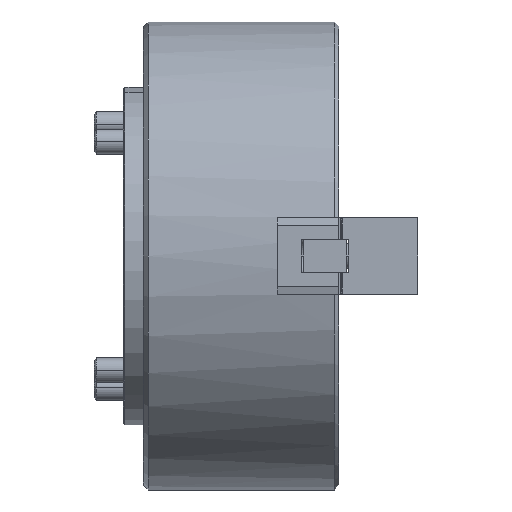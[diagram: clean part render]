
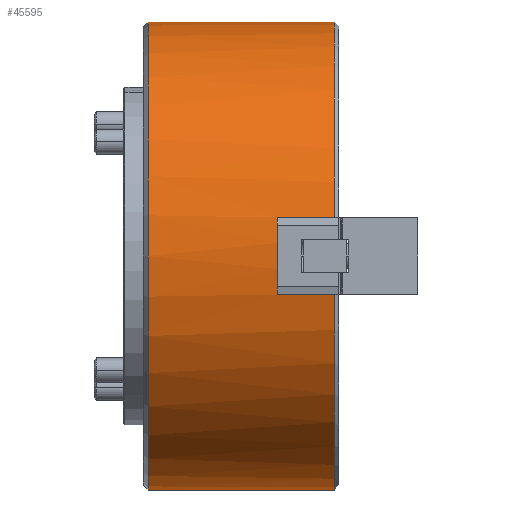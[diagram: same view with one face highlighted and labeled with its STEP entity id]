
A CAD part, front view. The second image highlights one B-rep face of the part: STEP entity #45595.
In plain terms, the highlighted cylindrical face has radius 152 mm (diameter 304 mm), a partial arc.
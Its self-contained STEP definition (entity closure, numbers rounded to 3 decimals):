
#629 = ORIENTED_EDGE ( 'NONE', *, *, #29674, .T. ) ;
#706 = VERTEX_POINT ( 'NONE', #6650 ) ;
#2353 = AXIS2_PLACEMENT_3D ( 'NONE', #48138, #22129, #33184 ) ;
#2381 = CARTESIAN_POINT ( 'NONE',  ( -40., 0., 0. ) ) ;
#2396 = CARTESIAN_POINT ( 'NONE',  ( -124., 0., -152. ) ) ;
#2744 = EDGE_CURVE ( 'NONE', #43377, #706, #27599, .T. ) ;
#3022 = CARTESIAN_POINT ( 'NONE',  ( -124., 0., 152. ) ) ;
#4984 = ORIENTED_EDGE ( 'NONE', *, *, #37356, .T. ) ;
#5569 = DIRECTION ( 'NONE',  ( 1., 0., 0. ) ) ;
#6116 = DIRECTION ( 'NONE',  ( 0., 0., -1. ) ) ;
#6136 = DIRECTION ( 'NONE',  ( 1., 0., 0. ) ) ;
#6425 = CARTESIAN_POINT ( 'NONE',  ( -3., 0., 0. ) ) ;
#6650 = CARTESIAN_POINT ( 'NONE',  ( -3., -149.93, -25. ) ) ;
#9703 = CARTESIAN_POINT ( 'NONE',  ( 0., -149.93, -25. ) ) ;
#10154 = DIRECTION ( 'NONE',  ( 0., 0., -1. ) ) ;
#12366 = ORIENTED_EDGE ( 'NONE', *, *, #29240, .T. ) ;
#13726 = VECTOR ( 'NONE', #31406, 1000. ) ;
#15288 = ORIENTED_EDGE ( 'NONE', *, *, #47144, .T. ) ;
#15786 = CIRCLE ( 'NONE', #45862, 152. ) ;
#15874 = DIRECTION ( 'NONE',  ( 1., 0., 0. ) ) ;
#15978 = VERTEX_POINT ( 'NONE', #2396 ) ;
#15997 = CARTESIAN_POINT ( 'NONE',  ( -3., 0., -152. ) ) ;
#16014 = EDGE_CURVE ( 'NONE', #34832, #26735, #17009, .T. ) ;
#16243 = CARTESIAN_POINT ( 'NONE',  ( -3., 0., 152. ) ) ;
#17009 = LINE ( 'NONE', #24751, #35616 ) ;
#17381 = AXIS2_PLACEMENT_3D ( 'NONE', #27800, #5569, #31547 ) ;
#17557 = CARTESIAN_POINT ( 'NONE',  ( -40., -149.93, -25. ) ) ;
#19187 = CARTESIAN_POINT ( 'NONE',  ( -40., -149.93, 25. ) ) ;
#21521 = VECTOR ( 'NONE', #15874, 1000. ) ;
#22129 = DIRECTION ( 'NONE',  ( 1., 0., 0. ) ) ;
#22691 = LINE ( 'NONE', #38087, #21521 ) ;
#23444 = CYLINDRICAL_SURFACE ( 'NONE', #2353, 152. ) ;
#23533 = LINE ( 'NONE', #27501, #13726 ) ;
#24638 = DIRECTION ( 'NONE',  ( 0., 0., -1. ) ) ;
#24751 = CARTESIAN_POINT ( 'NONE',  ( 0., -149.93, 25. ) ) ;
#24788 = DIRECTION ( 'NONE',  ( -1., 0., 0. ) ) ;
#24850 = CARTESIAN_POINT ( 'NONE',  ( -3., 0., 0. ) ) ;
#25276 = EDGE_CURVE ( 'NONE', #30682, #34832, #15786, .T. ) ;
#26735 = VERTEX_POINT ( 'NONE', #42638 ) ;
#27501 = CARTESIAN_POINT ( 'NONE',  ( 0., 0., 152. ) ) ;
#27599 = CIRCLE ( 'NONE', #35281, 152. ) ;
#27768 = ORIENTED_EDGE ( 'NONE', *, *, #2744, .T. ) ;
#27800 = CARTESIAN_POINT ( 'NONE',  ( -124., 0., 0. ) ) ;
#28337 = DIRECTION ( 'NONE',  ( -1., 0., 0. ) ) ;
#28912 = LINE ( 'NONE', #9703, #38769 ) ;
#29240 = EDGE_CURVE ( 'NONE', #706, #30682, #28912, .T. ) ;
#29674 = EDGE_CURVE ( 'NONE', #45522, #15978, #30021, .T. ) ;
#30021 = CIRCLE ( 'NONE', #17381, 152. ) ;
#30518 = EDGE_CURVE ( 'NONE', #45522, #38400, #23533, .T. ) ;
#30682 = VERTEX_POINT ( 'NONE', #17557 ) ;
#31406 = DIRECTION ( 'NONE',  ( 1., 0., 0. ) ) ;
#31547 = DIRECTION ( 'NONE',  ( 0., 0., 1. ) ) ;
#31557 = AXIS2_PLACEMENT_3D ( 'NONE', #6425, #32345, #10154 ) ;
#32345 = DIRECTION ( 'NONE',  ( -1., 0., 0. ) ) ;
#33184 = DIRECTION ( 'NONE',  ( 0., 0., -1. ) ) ;
#34477 = FACE_OUTER_BOUND ( 'NONE', #40426, .T. ) ;
#34832 = VERTEX_POINT ( 'NONE', #19187 ) ;
#35281 = AXIS2_PLACEMENT_3D ( 'NONE', #24850, #24788, #24638 ) ;
#35616 = VECTOR ( 'NONE', #6136, 1000. ) ;
#37356 = EDGE_CURVE ( 'NONE', #26735, #38400, #42840, .T. ) ;
#38087 = CARTESIAN_POINT ( 'NONE',  ( 0., 0., -152. ) ) ;
#38400 = VERTEX_POINT ( 'NONE', #16243 ) ;
#38769 = VECTOR ( 'NONE', #39194, 1000. ) ;
#39194 = DIRECTION ( 'NONE',  ( -1., 0., 0. ) ) ;
#40426 = EDGE_LOOP ( 'NONE', ( #44619, #629, #15288, #27768, #12366, #43495, #42274, #4984 ) ) ;
#42274 = ORIENTED_EDGE ( 'NONE', *, *, #16014, .T. ) ;
#42638 = CARTESIAN_POINT ( 'NONE',  ( -3., -149.93, 25. ) ) ;
#42840 = CIRCLE ( 'NONE', #31557, 152. ) ;
#43377 = VERTEX_POINT ( 'NONE', #15997 ) ;
#43495 = ORIENTED_EDGE ( 'NONE', *, *, #25276, .T. ) ;
#44619 = ORIENTED_EDGE ( 'NONE', *, *, #30518, .F. ) ;
#45522 = VERTEX_POINT ( 'NONE', #3022 ) ;
#45595 = ADVANCED_FACE ( 'NONE', ( #34477 ), #23444, .T. ) ;
#45862 = AXIS2_PLACEMENT_3D ( 'NONE', #2381, #28337, #6116 ) ;
#47144 = EDGE_CURVE ( 'NONE', #15978, #43377, #22691, .T. ) ;
#48138 = CARTESIAN_POINT ( 'NONE',  ( 0., 0., 0. ) ) ;
